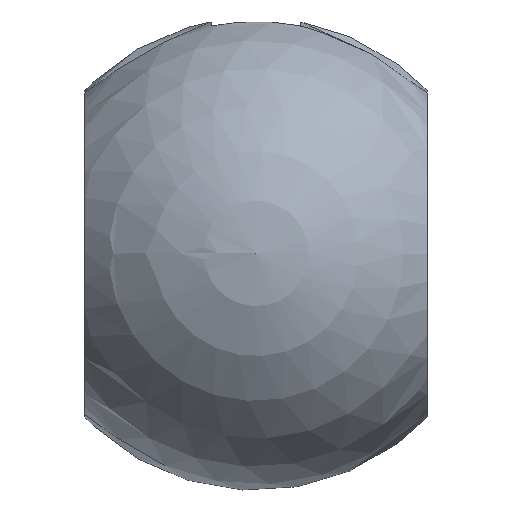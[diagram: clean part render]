
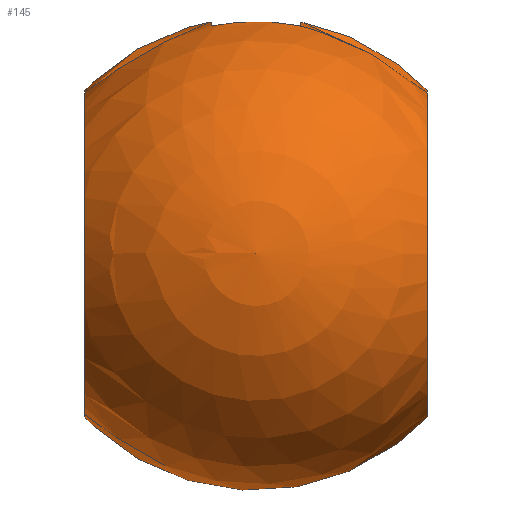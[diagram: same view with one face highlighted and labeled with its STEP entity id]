
A CAD part, top view. The second image highlights one B-rep face of the part: STEP entity #145.
In plain terms, the highlighted spherical face has radius 18.415 mm.
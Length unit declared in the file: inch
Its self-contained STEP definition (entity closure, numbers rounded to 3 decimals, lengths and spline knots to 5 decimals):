
#15=FACE_BOUND('',#33,.T.);
#16=FACE_BOUND('',#34,.T.);
#17=SPHERICAL_SURFACE('',#174,0.725);
#25=FACE_OUTER_BOUND('',#32,.T.);
#32=EDGE_LOOP('',(#122,#123,#124,#125,#126,#127,#128));
#33=EDGE_LOOP('',(#129,#130,#131,#132));
#34=EDGE_LOOP('',(#133));
#53=CIRCLE('',#161,0.71178);
#54=CIRCLE('',#163,0.71178);
#55=CIRCLE('',#165,0.71178);
#56=CIRCLE('',#167,0.71178);
#57=CIRCLE('',#170,0.5);
#58=CIRCLE('',#171,0.5);
#59=CIRCLE('',#172,0.5);
#60=CIRCLE('',#173,0.5);
#61=CIRCLE('',#175,0.725);
#62=CIRCLE('',#176,0.725);
#63=VERTEX_POINT('',#224);
#64=VERTEX_POINT('',#225);
#67=VERTEX_POINT('',#233);
#69=VERTEX_POINT('',#239);
#71=VERTEX_POINT('',#249);
#72=VERTEX_POINT('',#250);
#73=VERTEX_POINT('',#252);
#74=VERTEX_POINT('',#255);
#75=VERTEX_POINT('',#259);
#76=VERTEX_POINT('',#261);
#77=EDGE_CURVE('',#63,#64,#53,.T.);
#81=EDGE_CURVE('',#64,#67,#54,.T.);
#84=EDGE_CURVE('',#67,#69,#55,.T.);
#87=EDGE_CURVE('',#69,#63,#56,.T.);
#89=EDGE_CURVE('',#71,#72,#57,.T.);
#91=EDGE_CURVE('',#73,#73,#58,.T.);
#92=EDGE_CURVE('',#74,#71,#59,.T.);
#93=EDGE_CURVE('',#72,#74,#60,.T.);
#94=EDGE_CURVE('',#72,#75,#61,.T.);
#95=EDGE_CURVE('',#76,#74,#62,.T.);
#122=ORIENTED_EDGE('',*,*,#89,.T.);
#123=ORIENTED_EDGE('',*,*,#94,.T.);
#124=ORIENTED_EDGE('',*,*,#94,.F.);
#125=ORIENTED_EDGE('',*,*,#93,.T.);
#126=ORIENTED_EDGE('',*,*,#95,.F.);
#127=ORIENTED_EDGE('',*,*,#95,.T.);
#128=ORIENTED_EDGE('',*,*,#92,.T.);
#129=ORIENTED_EDGE('',*,*,#84,.T.);
#130=ORIENTED_EDGE('',*,*,#87,.T.);
#131=ORIENTED_EDGE('',*,*,#77,.T.);
#132=ORIENTED_EDGE('',*,*,#81,.T.);
#133=ORIENTED_EDGE('',*,*,#91,.T.);
#145=ADVANCED_FACE('',(#25,#15,#16),#17,.T.);
#161=AXIS2_PLACEMENT_3D('',#226,#181,#182);
#163=AXIS2_PLACEMENT_3D('',#234,#188,#189);
#165=AXIS2_PLACEMENT_3D('',#240,#194,#195);
#167=AXIS2_PLACEMENT_3D('',#245,#200,#201);
#170=AXIS2_PLACEMENT_3D('',#251,#207,#208);
#171=AXIS2_PLACEMENT_3D('',#254,#210,#211);
#172=AXIS2_PLACEMENT_3D('',#256,#212,#213);
#173=AXIS2_PLACEMENT_3D('',#257,#214,#215);
#174=AXIS2_PLACEMENT_3D('',#258,#216,#217);
#175=AXIS2_PLACEMENT_3D('',#260,#218,#219);
#176=AXIS2_PLACEMENT_3D('',#262,#220,#221);
#181=DIRECTION('center_axis',(0.,0.,-1.));
#182=DIRECTION('ref_axis',(0.,-1.,0.));
#188=DIRECTION('center_axis',(1.,0.,0.));
#189=DIRECTION('ref_axis',(0.,0.,1.));
#194=DIRECTION('center_axis',(0.,0.,1.));
#195=DIRECTION('ref_axis',(0.,1.,0.));
#200=DIRECTION('center_axis',(-1.,0.,0.));
#201=DIRECTION('ref_axis',(0.,0.,-1.));
#207=DIRECTION('center_axis',(1.,0.,0.));
#208=DIRECTION('ref_axis',(0.,1.,0.));
#210=DIRECTION('center_axis',(-1.,0.,0.));
#211=DIRECTION('ref_axis',(0.,1.,0.));
#212=DIRECTION('center_axis',(1.,0.,0.));
#213=DIRECTION('ref_axis',(0.,1.,0.));
#214=DIRECTION('center_axis',(1.,0.,0.));
#215=DIRECTION('ref_axis',(0.,1.,0.));
#216=DIRECTION('center_axis',(0.,0.,1.));
#217=DIRECTION('ref_axis',(1.,0.,0.));
#218=DIRECTION('center_axis',(0.,-1.,0.));
#219=DIRECTION('ref_axis',(-1.,0.,0.));
#220=DIRECTION('center_axis',(0.,-1.,0.));
#221=DIRECTION('ref_axis',(-1.,0.,0.));
#224=CARTESIAN_POINT('',(-0.1378,0.69832,-0.1378));
#225=CARTESIAN_POINT('',(0.1378,0.69832,-0.1378));
#226=CARTESIAN_POINT('Origin',(0.,0.,-0.1378));
#233=CARTESIAN_POINT('',(0.1378,0.69832,0.1378));
#234=CARTESIAN_POINT('Origin',(0.1378,0.,0.));
#239=CARTESIAN_POINT('',(-0.1378,0.69832,0.1378));
#240=CARTESIAN_POINT('Origin',(0.,0.,0.1378));
#245=CARTESIAN_POINT('Origin',(-0.1378,0.,0.));
#249=CARTESIAN_POINT('',(-0.525,-0.5,0.));
#250=CARTESIAN_POINT('',(-0.525,0.,-0.5));
#251=CARTESIAN_POINT('Origin',(-0.525,0.,0.));
#252=CARTESIAN_POINT('',(0.525,-0.5,0.));
#254=CARTESIAN_POINT('Origin',(0.525,0.,0.));
#255=CARTESIAN_POINT('',(-0.525,0.,0.5));
#256=CARTESIAN_POINT('Origin',(-0.525,0.,0.));
#257=CARTESIAN_POINT('Origin',(-0.525,0.,0.));
#258=CARTESIAN_POINT('Origin',(0.,0.,0.));
#259=CARTESIAN_POINT('',(0.,0.,-0.725));
#260=CARTESIAN_POINT('Origin',(0.,0.,0.));
#261=CARTESIAN_POINT('',(0.,0.,0.725));
#262=CARTESIAN_POINT('Origin',(0.,0.,0.));
